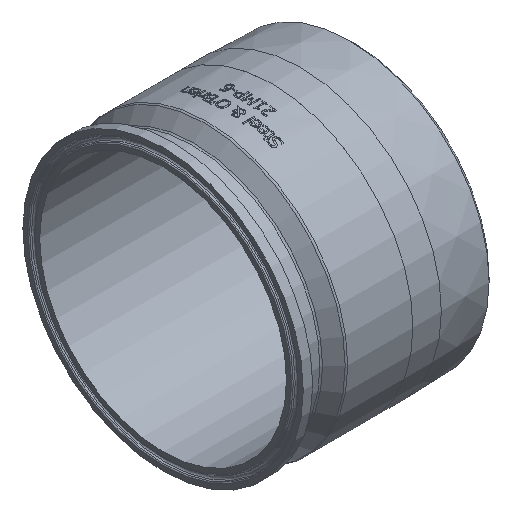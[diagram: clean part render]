
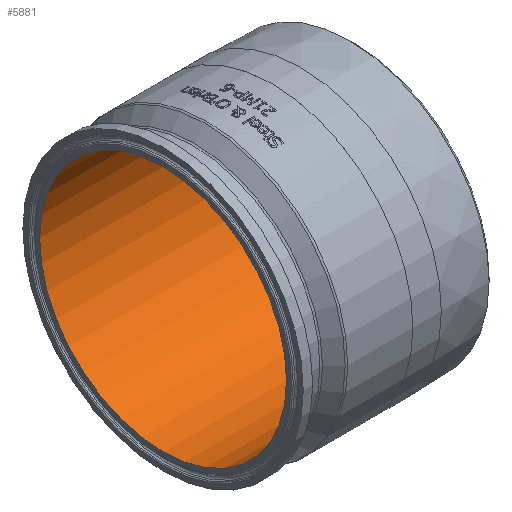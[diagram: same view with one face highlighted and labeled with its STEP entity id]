
A CAD part, isometric view. The second image highlights one B-rep face of the part: STEP entity #5881.
In plain terms, the highlighted cylindrical face has radius 73.431 mm (diameter 146.863 mm), a full revolution.
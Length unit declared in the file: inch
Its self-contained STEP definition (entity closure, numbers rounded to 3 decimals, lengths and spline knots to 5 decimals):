
#81=FACE_BOUND('',#1379,.T.);
#1014=FACE_OUTER_BOUND('',#1378,.T.);
#1378=EDGE_LOOP('',(#5468));
#1379=EDGE_LOOP('',(#5469));
#1540=CIRCLE('',#6201,2.891);
#1542=CIRCLE('',#6205,2.891);
#2898=VERTEX_POINT('',#12909);
#2900=VERTEX_POINT('',#12915);
#3763=EDGE_CURVE('',#2898,#2898,#1540,.T.);
#3765=EDGE_CURVE('',#2900,#2900,#1542,.T.);
#5468=ORIENTED_EDGE('',*,*,#3765,.F.);
#5469=ORIENTED_EDGE('',*,*,#3763,.F.);
#5542=CYLINDRICAL_SURFACE('',#6204,2.891);
#5881=ADVANCED_FACE('',(#1014,#81),#5542,.F.);
#6201=AXIS2_PLACEMENT_3D('',#12910,#7224,#7225);
#6204=AXIS2_PLACEMENT_3D('',#12914,#7230,#7231);
#6205=AXIS2_PLACEMENT_3D('',#12916,#7232,#7233);
#7224=DIRECTION('center_axis',(-1.,0.,0.));
#7225=DIRECTION('ref_axis',(0.,-1.,0.));
#7230=DIRECTION('center_axis',(1.,0.,0.));
#7231=DIRECTION('ref_axis',(0.,1.,0.));
#7232=DIRECTION('center_axis',(1.,0.,0.));
#7233=DIRECTION('ref_axis',(0.,1.,0.));
#12909=CARTESIAN_POINT('',(4.47,2.891,0.));
#12910=CARTESIAN_POINT('Origin',(4.47,0.,0.));
#12914=CARTESIAN_POINT('Origin',(2.25,0.,0.));
#12915=CARTESIAN_POINT('',(0.,2.891,0.));
#12916=CARTESIAN_POINT('Origin',(0.,0.,
0.));
